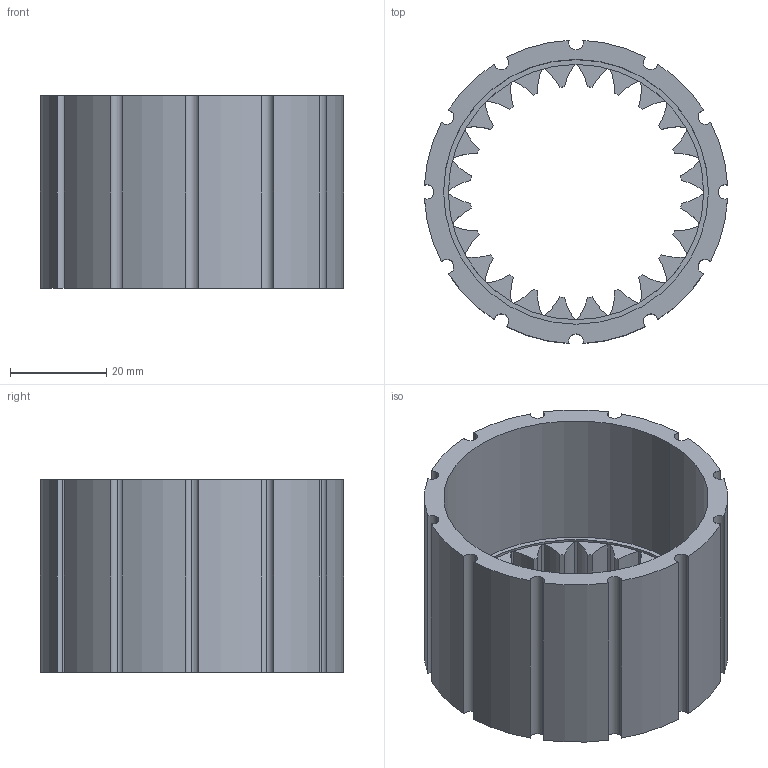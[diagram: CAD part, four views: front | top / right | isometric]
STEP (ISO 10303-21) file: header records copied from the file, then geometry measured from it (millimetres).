
FILE_DESCRIPTION (( 'STEP AP214' ), '1' );
FILE_NAME ('jante.STEP', '2022-11-13T15:02:26', ( '' ), ( '' ), 'SwSTEP 2.0', 'SolidWorks 2021', '' );
FILE_SCHEMA (( 'AUTOMOTIVE_DESIGN' ));
Length unit declared in the file: millimetre
Products named in the file (1): jante
Bounding box: 62.94 x 62.94 x 40 mm (x, y, z)
Volume: 32607.7 mm3; surface area: 19679.4 mm2
Topology: 1 solids, 1 shells, 189 faces, 510 edges, 324 vertices
Faces by surface type: cylinder 138, plane 51
Entity records: 8229 total; most frequent: DIRECTION 1262, CARTESIAN_POINT 1024, ORIENTED_EDGE 1020, AXIS2_PLACEMENT_3D 562, EDGE_CURVE 510, CIRCLE 372, VERTEX_POINT 324, UNCERTAINTY_MEASURE_WITH_UNIT 192
